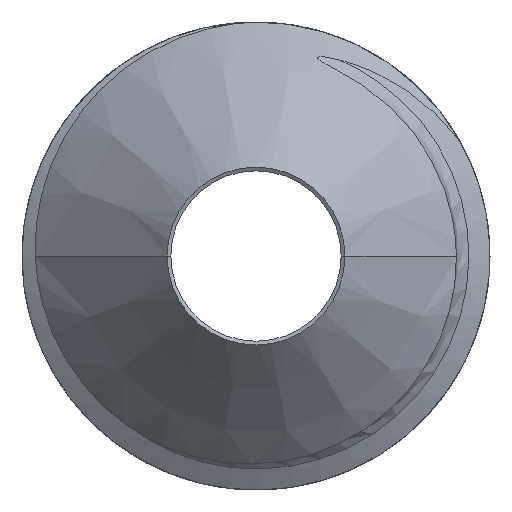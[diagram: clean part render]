
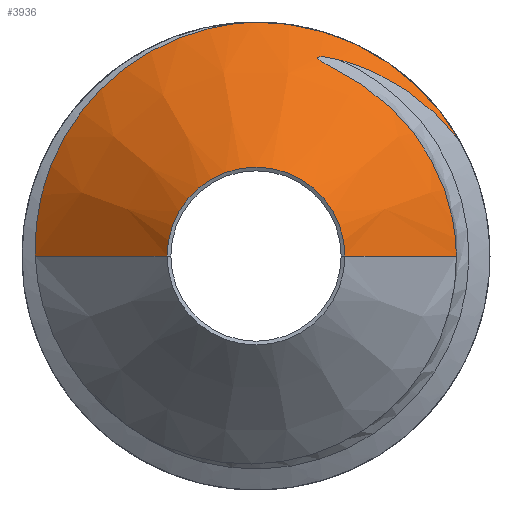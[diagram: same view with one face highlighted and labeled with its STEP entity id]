
A CAD part, left-side view. The second image highlights one B-rep face of the part: STEP entity #3936.
In plain terms, the highlighted conical face has half-angle 45 degrees and reference radius 0.863 mm.
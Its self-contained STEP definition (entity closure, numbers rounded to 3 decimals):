
#616=CARTESIAN_POINT('',(0.775,0.,0.));
#617=DIRECTION('',(1.,0.,0.));
#618=DIRECTION('',(0.,0.011,1.));
#619=AXIS2_PLACEMENT_3D('',#616,#617,#618);
#1548=CARTESIAN_POINT('',(0.704,1.179,0.));
#1549=CARTESIAN_POINT('',(0.706,1.181,
0.056));
#1550=CARTESIAN_POINT('',(0.711,1.178,
0.169));
#1551=CARTESIAN_POINT('',(0.717,1.147,
0.339));
#1552=CARTESIAN_POINT('',(0.724,1.093,
0.503));
#1553=CARTESIAN_POINT('',(0.73,1.015,
0.657));
#1554=CARTESIAN_POINT('',(0.737,0.918,
0.797));
#1555=CARTESIAN_POINT('',(0.743,0.802,
0.922));
#1556=CARTESIAN_POINT('',(0.749,0.667,
1.031));
#1557=CARTESIAN_POINT('',(0.756,0.518,
1.121));
#1558=CARTESIAN_POINT('',(0.762,0.358,
1.189));
#1559=CARTESIAN_POINT('',(0.769,0.189,
1.233));
#1560=CARTESIAN_POINT('',(0.773,0.072,
1.247));
#1561=CARTESIAN_POINT('',(0.775,0.013,1.25));
#1568=DIRECTION('',(0.707,0.707,0.));
#1569=VECTOR('',#1568,0.996);
#1570=CARTESIAN_POINT('',(0.,0.475,0.));
#1571=LINE('',#1570,#1569);
#1572=DIRECTION('',(0.707,-0.707,0.));
#1573=VECTOR('',#1572,0.842);
#1574=CARTESIAN_POINT('',(0.,-0.475,0.));
#1575=LINE('',#1574,#1573);
#1576=CARTESIAN_POINT('',(0.,0.,0.));
#1577=DIRECTION('',(1.,0.,0.));
#1578=DIRECTION('',(0.,1.,0.));
#1579=AXIS2_PLACEMENT_3D('',#1576,#1577,#1578);
#1581=CARTESIAN_POINT('',(0.775,-1.089,0.613));
#1582=CARTESIAN_POINT('',(0.768,-1.056,
0.657));
#1583=CARTESIAN_POINT('',(0.753,-0.984,
0.74));
#1584=CARTESIAN_POINT('',(0.73,-0.862,
0.847));
#1585=CARTESIAN_POINT('',(0.708,-0.727,
0.937));
#1586=CARTESIAN_POINT('',(0.685,-0.585,
1.006));
#1587=CARTESIAN_POINT('',(0.67,-0.486,
1.038));
#1588=CARTESIAN_POINT('',(0.663,-0.437,1.05));
#1612=CARTESIAN_POINT('',(0.663,-0.437,1.05));
#1613=CARTESIAN_POINT('',(0.662,-0.433,
1.051));
#1614=CARTESIAN_POINT('',(0.661,-0.425,
1.053));
#1615=CARTESIAN_POINT('',(0.659,-0.414,
1.056));
#1616=CARTESIAN_POINT('',(0.657,-0.404,
1.058));
#1617=CARTESIAN_POINT('',(0.656,-0.395,
1.059));
#1618=CARTESIAN_POINT('',(0.654,-0.387,
1.061));
#1619=CARTESIAN_POINT('',(0.653,-0.38,
1.062));
#1620=CARTESIAN_POINT('',(0.651,-0.373,
1.063));
#1621=CARTESIAN_POINT('',(0.65,-0.367,
1.063));
#1622=CARTESIAN_POINT('',(0.648,-0.361,
1.064));
#1623=CARTESIAN_POINT('',(0.647,-0.355,
1.064));
#1624=CARTESIAN_POINT('',(0.645,-0.35,
1.064));
#1625=CARTESIAN_POINT('',(0.644,-0.345,
1.064));
#1626=CARTESIAN_POINT('',(0.642,-0.34,
1.064));
#1627=CARTESIAN_POINT('',(0.64,-0.335,
1.063));
#1628=CARTESIAN_POINT('',(0.637,-0.331,
1.062));
#1629=CARTESIAN_POINT('',(0.635,-0.329,
1.06));
#1630=CARTESIAN_POINT('',(0.632,-0.328,
1.057));
#1631=CARTESIAN_POINT('',(0.629,-0.33,
1.054));
#1632=CARTESIAN_POINT('',(0.627,-0.333,
1.05));
#1633=CARTESIAN_POINT('',(0.625,-0.338,
1.047));
#1634=CARTESIAN_POINT('',(0.623,-0.342,
1.044));
#1635=CARTESIAN_POINT('',(0.622,-0.347,
1.041));
#1636=CARTESIAN_POINT('',(0.621,-0.352,
1.038));
#1637=CARTESIAN_POINT('',(0.62,-0.358,
1.034));
#1638=CARTESIAN_POINT('',(0.618,-0.364,
1.031));
#1639=CARTESIAN_POINT('',(0.617,-0.37,
1.027));
#1640=CARTESIAN_POINT('',(0.616,-0.378,
1.024));
#1641=CARTESIAN_POINT('',(0.615,-0.385,
1.02));
#1642=CARTESIAN_POINT('',(0.614,-0.394,
1.015));
#1643=CARTESIAN_POINT('',(0.613,-0.403,
1.01));
#1644=CARTESIAN_POINT('',(0.612,-0.413,
1.005));
#1645=CARTESIAN_POINT('',(0.61,-0.424,
0.999));
#1646=CARTESIAN_POINT('',(0.609,-0.435,
0.993));
#1647=CARTESIAN_POINT('',(0.608,-0.448,
0.986));
#1648=CARTESIAN_POINT('',(0.607,-0.462,
0.979));
#1649=CARTESIAN_POINT('',(0.606,-0.477,
0.97));
#1650=CARTESIAN_POINT('',(0.605,-0.493,
0.961));
#1651=CARTESIAN_POINT('',(0.604,-0.511,
0.95));
#1652=CARTESIAN_POINT('',(0.603,-0.53,
0.938));
#1653=CARTESIAN_POINT('',(0.602,-0.55,
0.926));
#1654=CARTESIAN_POINT('',(0.601,-0.57,
0.912));
#1655=CARTESIAN_POINT('',(0.6,-0.591,
0.898));
#1656=CARTESIAN_POINT('',(0.599,-0.613,
0.882));
#1657=CARTESIAN_POINT('',(0.598,-0.636,
0.865));
#1658=CARTESIAN_POINT('',(0.597,-0.66,
0.845));
#1659=CARTESIAN_POINT('',(0.596,-0.685,
0.824));
#1660=CARTESIAN_POINT('',(0.596,-0.711,
0.801));
#1661=CARTESIAN_POINT('',(0.595,-0.739,
0.774));
#1662=CARTESIAN_POINT('',(0.594,-0.768,
0.745));
#1663=CARTESIAN_POINT('',(0.594,-0.798,
0.712));
#1664=CARTESIAN_POINT('',(0.593,-0.828,
0.675));
#1665=CARTESIAN_POINT('',(0.593,-0.86,
0.634));
#1666=CARTESIAN_POINT('',(0.593,-0.891,
0.589));
#1667=CARTESIAN_POINT('',(0.592,-0.923,
0.537));
#1668=CARTESIAN_POINT('',(0.592,-0.955,
0.478));
#1669=CARTESIAN_POINT('',(0.592,-0.987,
0.408));
#1670=CARTESIAN_POINT('',(0.593,-1.018,
0.327));
#1671=CARTESIAN_POINT('',(0.593,-1.044,
0.233));
#1672=CARTESIAN_POINT('',(0.594,-1.064,
0.125));
#1673=CARTESIAN_POINT('',(0.595,-1.07,
0.043));
#1674=CARTESIAN_POINT('',(0.595,-1.07,
0.));
#1920=CARTESIAN_POINT('',(0.,0.475,0.));
#1921=CARTESIAN_POINT('',(0.704,1.179,0.));
#1922=VERTEX_POINT('',#1920);
#1923=VERTEX_POINT('',#1921);
#1924=CARTESIAN_POINT('',(0.,-0.475,0.));
#1925=CARTESIAN_POINT('',(0.595,-1.07,
0.));
#1926=VERTEX_POINT('',#1924);
#1927=VERTEX_POINT('',#1925);
#1960=CARTESIAN_POINT('',(0.775,0.013,1.25));
#1961=CARTESIAN_POINT('',(0.775,-1.089,0.613));
#1962=VERTEX_POINT('',#1960);
#1963=VERTEX_POINT('',#1961);
#1974=VERTEX_POINT('',#1588);
#3919=CARTESIAN_POINT('',(0.388,0.,0.));
#3920=DIRECTION('',(1.,0.,0.));
#3921=DIRECTION('',(0.,-1.,0.));
#3922=AXIS2_PLACEMENT_3D('',#3919,#3920,#3921);
#3923=CONICAL_SURFACE('',#3922,0.863,45.);
#3924=ORIENTED_EDGE('',*,*,#3907,.T.);
#3925=ORIENTED_EDGE('',*,*,#3897,.T.);
#3926=ORIENTED_EDGE('',*,*,#2129,.T.);
#3928=ORIENTED_EDGE('',*,*,#3927,.T.);
#3930=ORIENTED_EDGE('',*,*,#3929,.T.);
#3931=ORIENTED_EDGE('',*,*,#3911,.F.);
#3933=ORIENTED_EDGE('',*,*,#3932,.F.);
#3934=EDGE_LOOP('',(#3924,#3925,#3926,#3928,#3930,#3931,#3933));
#3935=FACE_OUTER_BOUND('',#3934,.F.);
#620=CIRCLE('',#619,1.25);
#1562=B_SPLINE_CURVE_WITH_KNOTS('',3,(#1548,#1549,#1550,#1551,#1552,#1553,#1554,
#1555,#1556,#1557,#1558,#1559,#1560,#1561),.UNSPECIFIED.,.F.,.F.,(4,1,1,1,1,1,1,
1,1,1,1,4),(0.,0.091,0.182,0.273,
0.364,0.455,0.545,0.636,
0.727,0.818,0.909,1.),.UNSPECIFIED.);
#1580=CIRCLE('',#1579,0.475);
#1589=B_SPLINE_CURVE_WITH_KNOTS('',3,(#1581,#1582,#1583,#1584,#1585,#1586,#1587,
#1588),.UNSPECIFIED.,.F.,.F.,(4,1,1,1,1,4),(0.,0.2,0.4,0.6,0.8,1.),
.UNSPECIFIED.);
#1675=B_SPLINE_CURVE_WITH_KNOTS('',3,(#1612,#1613,#1614,#1615,#1616,#1617,#1618,
#1619,#1620,#1621,#1622,#1623,#1624,#1625,#1626,#1627,#1628,#1629,#1630,#1631,
#1632,#1633,#1634,#1635,#1636,#1637,#1638,#1639,#1640,#1641,#1642,#1643,#1644,
#1645,#1646,#1647,#1648,#1649,#1650,#1651,#1652,#1653,#1654,#1655,#1656,#1657,
#1658,#1659,#1660,#1661,#1662,#1663,#1664,#1665,#1666,#1667,#1668,#1669,#1670,
#1671,#1672,#1673,#1674),.UNSPECIFIED.,.F.,.F.,(4,1,1,1,1,1,1,1,1,1,1,1,1,1,1,1,
1,1,1,1,1,1,1,1,1,1,1,1,1,1,1,1,1,1,1,1,1,1,1,1,1,1,1,1,1,1,1,1,1,1,1,1,1,1,1,1,
1,1,1,1,4),(0.,0.017,0.033,0.05,0.067,
0.083,0.1,0.117,0.133,0.15,
0.167,0.183,0.2,0.217,0.233,
0.25,0.267,0.283,0.3,0.317,
0.333,0.35,0.367,0.383,0.4,
0.417,0.433,0.45,0.467,0.483,
0.5,0.517,0.533,0.55,0.567,
0.583,0.6,0.617,0.633,0.65,
0.667,0.683,0.7,0.717,0.733,
0.75,0.767,0.783,0.8,0.817,
0.833,0.85,0.867,0.883,0.9,
0.917,0.933,0.95,0.967,0.983,
1.),.UNSPECIFIED.);
#2129=EDGE_CURVE('',#1962,#1963,#620,.T.);
#3897=EDGE_CURVE('',#1923,#1962,#1562,.T.);
#3907=EDGE_CURVE('',#1922,#1923,#1571,.T.);
#3911=EDGE_CURVE('',#1926,#1927,#1575,.T.);
#3927=EDGE_CURVE('',#1963,#1974,#1589,.T.);
#3929=EDGE_CURVE('',#1974,#1927,#1675,.T.);
#3932=EDGE_CURVE('',#1922,#1926,#1580,.T.);
#3936=ADVANCED_FACE('',(#3935),#3923,.T.);
